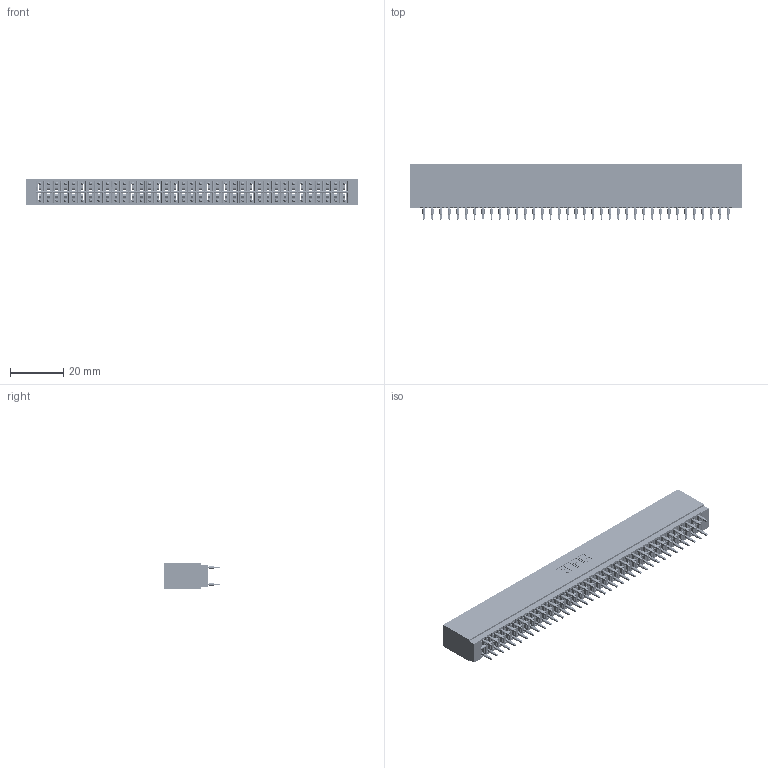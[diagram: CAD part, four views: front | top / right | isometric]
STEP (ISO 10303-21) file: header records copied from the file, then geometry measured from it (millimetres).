
FILE_DESCRIPTION (( 'STEP AP203' ), '1' );
FILE_NAME ('746-074-560-201.STEP', '2026-03-04T15:47:54', ( '' ), ( '' ), 'SwSTEP 2.0', 'SolidWorks 2023', '' );
FILE_SCHEMA (( 'CONFIG_CONTROL_DESIGN' ));
Length unit declared in the file: millimetre
Products named in the file (3): 746-292-001_560; 746-074-560-201; 746 Part_.515 Slot Depth - 01
Assembly tree (75 placements, depth 2):
  746-074-560-201
    746 Part_.515 Slot Depth - 01
    746-292-001_560  x74
Bounding box: 124.71 x 20.82 x 9.91 mm (x, y, z)
Volume: 13656.5 mm3; surface area: 23035.4 mm2
Topology: 75 solids, 75 shells, 7090 faces, 19725 edges, 12644 vertices
Faces by surface type: plane 3533, cylinder 1633, bspline 1480, torus 444
Entity records: 57990 total; most frequent: CARTESIAN_POINT 11569, ORIENTED_EDGE 9958, DIRECTION 8329, EDGE_CURVE 4979, LINE 4417, VECTOR 4417, VERTEX_POINT 3300, AXIS2_PLACEMENT_3D 1956
